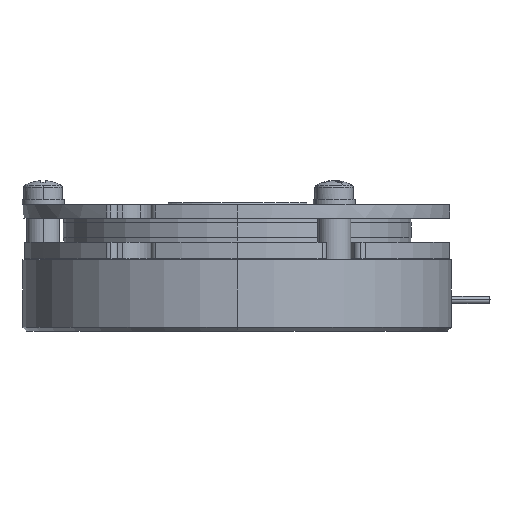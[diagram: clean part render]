
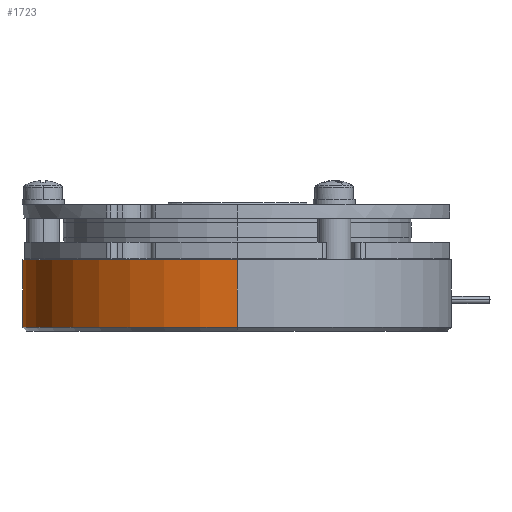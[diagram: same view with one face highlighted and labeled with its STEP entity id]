
A CAD part, left-side view. The second image highlights one B-rep face of the part: STEP entity #1723.
In plain terms, the highlighted cylindrical face has radius 58.5 mm (diameter 117 mm), a partial arc.
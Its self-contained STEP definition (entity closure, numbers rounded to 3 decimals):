
#847 = EDGE_CURVE ( 'NONE', #856, #854, #4839, .T. ) ;
#854 = VERTEX_POINT ( 'NONE', #4874 ) ;
#856 = VERTEX_POINT ( 'NONE', #4856 ) ;
#1723 = ADVANCED_FACE ( 'NONE', ( #7953 ), #7986, .T. ) ;
#1724 = EDGE_LOOP ( 'NONE', ( #1725, #1744, #1742, #1734 ) ) ;
#1725 = ORIENTED_EDGE ( 'NONE', *, *, #1750, .F. ) ;
#1734 = ORIENTED_EDGE ( 'NONE', *, *, #1739, .F. ) ;
#1739 = EDGE_CURVE ( 'NONE', #1747, #854, #8015, .T. ) ;
#1742 = ORIENTED_EDGE ( 'NONE', *, *, #847, .T. ) ;
#1743 = EDGE_CURVE ( 'NONE', #1746, #856, #8005, .T. ) ;
#1744 = ORIENTED_EDGE ( 'NONE', *, *, #1743, .T. ) ;
#1746 = VERTEX_POINT ( 'NONE', #8000 ) ;
#1747 = VERTEX_POINT ( 'NONE', #7999 ) ;
#1750 = EDGE_CURVE ( 'NONE', #1746, #1747, #7993, .T. ) ;
#4835 = DIRECTION ( 'NONE',  ( 1., 0., 0. ) ) ;
#4836 = DIRECTION ( 'NONE',  ( 0., 0., 1. ) ) ;
#4837 = CARTESIAN_POINT ( 'NONE',  ( 0., 0., 1. ) ) ;
#4838 = AXIS2_PLACEMENT_3D ( 'NONE', #4837, #4836, #4835 ) ;
#4839 = CIRCLE ( 'NONE', #4838, 58.5 ) ;
#4856 = CARTESIAN_POINT ( 'NONE',  ( 58.5, 0., 1. ) ) ;
#4874 = CARTESIAN_POINT ( 'NONE',  ( -58.5, 0., 1. ) ) ;
#7953 = FACE_OUTER_BOUND ( 'NONE', #1724, .T. ) ;
#7982 = DIRECTION ( 'NONE',  ( -1., 0., 0. ) ) ;
#7983 = DIRECTION ( 'NONE',  ( 0., 0., -1. ) ) ;
#7984 = CARTESIAN_POINT ( 'NONE',  ( 0., 0., 19.5 ) ) ;
#7985 = AXIS2_PLACEMENT_3D ( 'NONE', #7984, #7983, #7982 ) ;
#7986 = CYLINDRICAL_SURFACE ( 'NONE', #7985, 58.5 ) ;
#7990 = DIRECTION ( 'NONE',  ( 0., 0., 1. ) ) ;
#7991 = CARTESIAN_POINT ( 'NONE',  ( 0., 0., 19.5 ) ) ;
#7992 = AXIS2_PLACEMENT_3D ( 'NONE', #7991, #7990, #8051 ) ;
#7993 = CIRCLE ( 'NONE', #7992, 58.5 ) ;
#7999 = CARTESIAN_POINT ( 'NONE',  ( -58.5, 0., 19.5 ) ) ;
#8000 = CARTESIAN_POINT ( 'NONE',  ( 58.5, 0., 19.5 ) ) ;
#8002 = DIRECTION ( 'NONE',  ( 0., 0., -1. ) ) ;
#8003 = VECTOR ( 'NONE', #8002, 1000. ) ;
#8004 = CARTESIAN_POINT ( 'NONE',  ( 58.5, 0., 19.5 ) ) ;
#8005 = LINE ( 'NONE', #8004, #8003 ) ;
#8012 = DIRECTION ( 'NONE',  ( 0., 0., -1. ) ) ;
#8013 = VECTOR ( 'NONE', #8012, 1000. ) ;
#8014 = CARTESIAN_POINT ( 'NONE',  ( -58.5, 0., 19.5 ) ) ;
#8015 = LINE ( 'NONE', #8014, #8013 ) ;
#8051 = DIRECTION ( 'NONE',  ( 1., 0., 0. ) ) ;
